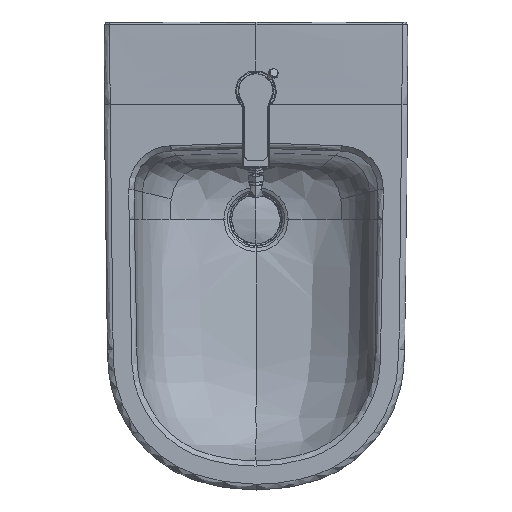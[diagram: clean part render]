
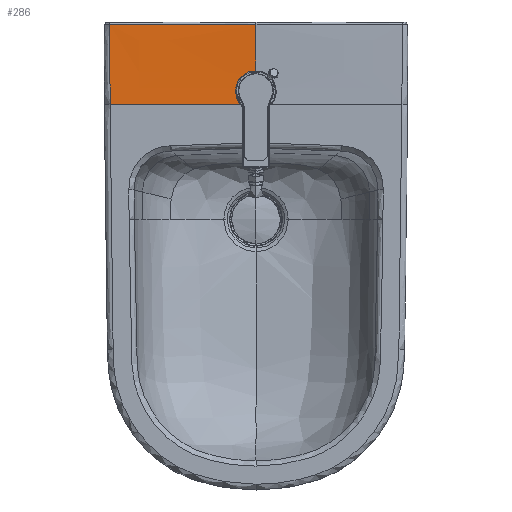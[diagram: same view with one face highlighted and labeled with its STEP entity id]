
A CAD part, top view. The second image highlights one B-rep face of the part: STEP entity #286.
In plain terms, the highlighted free-form (B-spline) face has degree [5, 5] with [6, 6] control points.
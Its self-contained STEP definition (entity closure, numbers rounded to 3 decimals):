
#286=ADVANCED_FACE('',(#932),#9500,.T.);
#932=FACE_OUTER_BOUND('',#1601,.T.);
#1601=EDGE_LOOP('',(#3017,#3018,#3019,#3020,#3021));
#3017=ORIENTED_EDGE('',*,*,#5628,.T.);
#3018=ORIENTED_EDGE('',*,*,#5656,.T.);
#3019=ORIENTED_EDGE('',*,*,#5657,.T.);
#3020=ORIENTED_EDGE('',*,*,#5592,.T.);
#3021=ORIENTED_EDGE('',*,*,#5569,.T.);
#5569=EDGE_CURVE('',#8472,#8470,#7380,.T.);
#5592=EDGE_CURVE('',#8491,#8472,#7399,.T.);
#5628=EDGE_CURVE('',#8470,#8504,#7432,.T.);
#5656=EDGE_CURVE('',#8504,#8505,#7460,.T.);
#5657=EDGE_CURVE('',#8505,#8491,#7461,.T.);
#7380=B_SPLINE_CURVE_WITH_KNOTS('',3,(#68334,#68335,#68336,#68337,#68338,
#68339,#68340,#68341,#68342,#68343,#68344,#68345,#68346,#68347,#68348,#68349,
#68350,#68351),.UNSPECIFIED.,.F.,.F.,(4,2,2,2,2,2,2,2,4),(-71.718,
-62.764,-53.809,-44.851,-35.885,
-26.945,-18.003,-8.991,0.),
 .UNSPECIFIED.);
#7399=B_SPLINE_CURVE_WITH_KNOTS('',1,(#68472,#68473),.UNSPECIFIED.,.F.,
 .F.,(2,2),(0.,169.335),.UNSPECIFIED.);
#7432=B_SPLINE_CURVE_WITH_KNOTS('',5,(#69012,#69013,#69014,#69015,#69016,
#69017),.UNSPECIFIED.,.F.,.F.,(6,6),(-102.461,-4.791),
 .UNSPECIFIED.);
#7460=B_SPLINE_CURVE_WITH_KNOTS('',5,(#69590,#69591,#69592,#69593,#69594,
#69595,#69596,#69597,#69598,#69599,#69600,#69601),.UNSPECIFIED.,.F.,.F.,
(6,3,3,6),(365.8,491.6,554.5,617.401),
 .UNSPECIFIED.);
#7461=B_SPLINE_CURVE_WITH_KNOTS('',5,(#69602,#69603,#69604,#69605,#69606,
#69607),.UNSPECIFIED.,.F.,.F.,(6,6),(-794.72,-631.546),
 .UNSPECIFIED.);
#8470=VERTEX_POINT('',#67711);
#8472=VERTEX_POINT('',#67713);
#8491=VERTEX_POINT('',#67732);
#8504=VERTEX_POINT('',#67745);
#8505=VERTEX_POINT('',#67746);
#9500=B_SPLINE_SURFACE_WITH_KNOTS('',5,5,((#18767,#18768,#18769,#18770,
#18771,#18772),(#18773,#18774,#18775,#18776,#18777,#18778),(#18779,#18780,
#18781,#18782,#18783,#18784),(#18785,#18786,#18787,#18788,#18789,#18790),
(#18791,#18792,#18793,#18794,#18795,#18796),(#18797,#18798,#18799,#18800,
#18801,#18802)),.UNSPECIFIED.,.F.,.F.,.F.,(6,6),(6,6),(0.,369.833),
(118.732,237.45),.UNSPECIFIED.);
#18767=CARTESIAN_POINT('',(186.622,277.285,198.778));
#18768=CARTESIAN_POINT('',(186.622,257.285,198.778));
#18769=CARTESIAN_POINT('',(186.597,237.285,198.778));
#18770=CARTESIAN_POINT('',(186.547,217.285,198.778));
#18771=CARTESIAN_POINT('',(186.472,197.285,198.778));
#18772=CARTESIAN_POINT('',(186.372,177.285,198.778));
#18773=CARTESIAN_POINT('',(112.636,277.285,200.378));
#18774=CARTESIAN_POINT('',(112.633,257.285,200.058));
#18775=CARTESIAN_POINT('',(112.614,237.285,199.579));
#18776=CARTESIAN_POINT('',(112.581,217.285,199.098));
#18777=CARTESIAN_POINT('',(112.532,197.285,198.778));
#18778=CARTESIAN_POINT('',(112.469,177.285,198.778));
#18779=CARTESIAN_POINT('',(38.634,277.285,201.178));
#18780=CARTESIAN_POINT('',(38.632,257.285,200.699));
#18781=CARTESIAN_POINT('',(38.625,237.288,199.979));
#18782=CARTESIAN_POINT('',(38.613,217.292,199.259));
#18783=CARTESIAN_POINT('',(38.597,197.292,198.778));
#18784=CARTESIAN_POINT('',(38.575,177.285,198.778));
#18785=CARTESIAN_POINT('',(-35.39,277.285,201.178));
#18786=CARTESIAN_POINT('',(-35.389,257.285,200.699));
#18787=CARTESIAN_POINT('',(-35.382,237.288,199.979));
#18788=CARTESIAN_POINT('',(-35.37,217.292,199.259));
#18789=CARTESIAN_POINT('',(-35.353,197.292,198.778));
#18790=CARTESIAN_POINT('',(-35.332,177.285,198.778));
#18791=CARTESIAN_POINT('',(-109.392,277.285,200.378));
#18792=CARTESIAN_POINT('',(-109.389,257.285,200.058));
#18793=CARTESIAN_POINT('',(-109.37,237.285,199.579));
#18794=CARTESIAN_POINT('',(-109.337,217.285,199.098));
#18795=CARTESIAN_POINT('',(-109.288,197.285,198.778));
#18796=CARTESIAN_POINT('',(-109.225,177.285,198.778));
#18797=CARTESIAN_POINT('',(-183.378,277.285,198.778));
#18798=CARTESIAN_POINT('',(-183.378,257.285,198.778));
#18799=CARTESIAN_POINT('',(-183.353,237.285,198.778));
#18800=CARTESIAN_POINT('',(-183.303,217.285,198.778));
#18801=CARTESIAN_POINT('',(-183.228,197.285,198.778));
#18802=CARTESIAN_POINT('',(-183.128,177.285,198.778));
#67711=CARTESIAN_POINT('',(1.622,211.285,199.162));
#67713=CARTESIAN_POINT('',(-6.624,177.285,198.778));
#67732=CARTESIAN_POINT('',(-175.959,177.285,198.778));
#67745=CARTESIAN_POINT('',(1.622,274.199,200.715));
#67746=CARTESIAN_POINT('',(-176.357,274.244,198.923));
#68334=CARTESIAN_POINT('',(-6.624,177.285,198.778));
#68335=CARTESIAN_POINT('',(-8.428,178.215,198.778));
#68336=CARTESIAN_POINT('',(-10.069,179.45,198.779));
#68337=CARTESIAN_POINT('',(-12.848,182.39,198.788));
#68338=CARTESIAN_POINT('',(-13.987,184.096,198.795));
#68339=CARTESIAN_POINT('',(-15.637,187.789,198.819));
#68340=CARTESIAN_POINT('',(-16.14,189.755,198.835));
#68341=CARTESIAN_POINT('',(-16.483,193.72,198.876));
#68342=CARTESIAN_POINT('',(-16.322,195.721,198.9));
#68343=CARTESIAN_POINT('',(-15.367,199.552,198.952));
#68344=CARTESIAN_POINT('',(-14.576,201.377,198.98));
#68345=CARTESIAN_POINT('',(-12.448,204.682,199.035));
#68346=CARTESIAN_POINT('',(-11.109,206.164,199.062));
#68347=CARTESIAN_POINT('',(-7.99,208.634,199.109));
#68348=CARTESIAN_POINT('',(-6.222,209.61,199.128));
#68349=CARTESIAN_POINT('',(-2.441,210.934,199.155));
#68350=CARTESIAN_POINT('',(-0.427,211.285,199.162));
#68351=CARTESIAN_POINT('',(1.622,211.285,199.162));
#68472=CARTESIAN_POINT('',(-175.959,177.285,198.778));
#68473=CARTESIAN_POINT('',(-6.624,177.285,198.778));
#69012=CARTESIAN_POINT('',(1.622,211.285,199.162));
#69013=CARTESIAN_POINT('',(1.622,223.868,199.417));
#69014=CARTESIAN_POINT('',(1.622,236.451,199.75));
#69015=CARTESIAN_POINT('',(1.622,249.033,200.11));
#69016=CARTESIAN_POINT('',(1.622,261.615,200.449));
#69017=CARTESIAN_POINT('',(1.622,274.199,200.715));
#69590=CARTESIAN_POINT('',(1.622,274.199,200.715));
#69591=CARTESIAN_POINT('',(-16.178,274.199,200.715));
#69592=CARTESIAN_POINT('',(-33.978,274.2,200.67));
#69593=CARTESIAN_POINT('',(-51.777,274.202,200.58));
#69594=CARTESIAN_POINT('',(-78.476,274.207,200.379));
#69595=CARTESIAN_POINT('',(-105.172,274.215,200.076));
#69596=CARTESIAN_POINT('',(-114.07,274.218,199.964));
#69597=CARTESIAN_POINT('',(-131.869,274.224,199.718));
#69598=CARTESIAN_POINT('',(-149.663,274.231,199.427));
#69599=CARTESIAN_POINT('',(-158.565,274.235,199.27));
#69600=CARTESIAN_POINT('',(-167.457,274.239,199.102));
#69601=CARTESIAN_POINT('',(-176.357,274.244,198.923));
#69602=CARTESIAN_POINT('',(-176.357,274.244,198.923));
#69603=CARTESIAN_POINT('',(-176.323,254.85,198.893));
#69604=CARTESIAN_POINT('',(-176.252,235.457,198.85));
#69605=CARTESIAN_POINT('',(-176.159,216.06,198.807));
#69606=CARTESIAN_POINT('',(-176.057,196.672,198.778));
#69607=CARTESIAN_POINT('',(-175.959,177.285,198.778));
